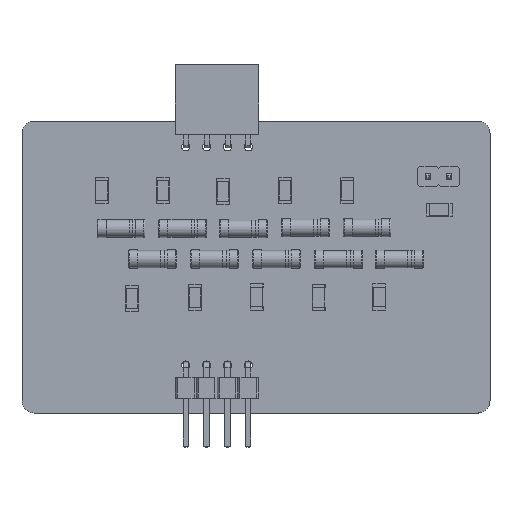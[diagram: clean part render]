
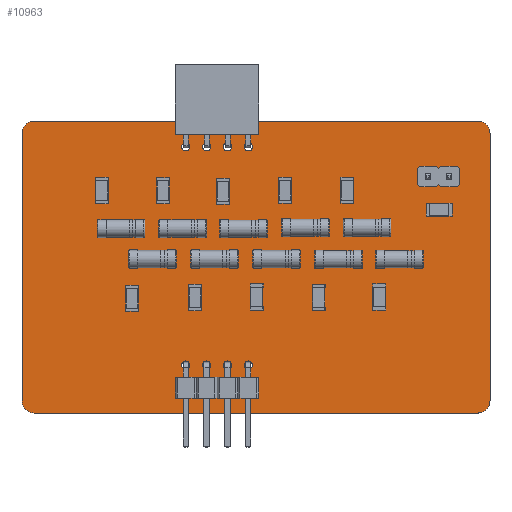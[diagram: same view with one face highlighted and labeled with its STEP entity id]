
A CAD part, top view. The second image highlights one B-rep face of the part: STEP entity #10963.
In plain terms, the highlighted planar face has unit normal (0, 0, 1).
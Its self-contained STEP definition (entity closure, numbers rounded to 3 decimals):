
#10704 = VERTEX_POINT('',#10705);
#10705 = CARTESIAN_POINT('',(180.188,-57.201,1.6));
#10711 = EDGE_CURVE('',#10704,#10712,#10714,.T.);
#10712 = VERTEX_POINT('',#10713);
#10713 = CARTESIAN_POINT('',(181.686,-58.699,1.6));
#10714 = CIRCLE('',#10715,1.499);
#10715 = AXIS2_PLACEMENT_3D('',#10716,#10717,#10718);
#10716 = CARTESIAN_POINT('',(180.188,-58.699,1.6));
#10717 = DIRECTION('',(0.,0.,-1.));
#10718 = DIRECTION('',(0.,1.,0.));
#10746 = VERTEX_POINT('',#10747);
#10747 = CARTESIAN_POINT('',(126.187,-57.201,1.6));
#10753 = EDGE_CURVE('',#10746,#10704,#10754,.T.);
#10754 = LINE('',#10755,#10756);
#10755 = CARTESIAN_POINT('',(126.187,-57.201,1.6));
#10756 = VECTOR('',#10757,1.);
#10757 = DIRECTION('',(1.,0.,0.));
#10775 = EDGE_CURVE('',#10712,#10776,#10778,.T.);
#10776 = VERTEX_POINT('',#10777);
#10777 = CARTESIAN_POINT('',(181.686,-91.288,1.6));
#10778 = LINE('',#10779,#10780);
#10779 = CARTESIAN_POINT('',(181.686,-58.699,1.6));
#10780 = VECTOR('',#10781,1.);
#10781 = DIRECTION('',(0.,-1.,0.));
#10963 = ADVANCED_FACE('',(#10964,#11010,#11021,#11032,#11043,#11054,
    #11065,#11076,#11087,#11098,#11109),#11120,.F.);
#10964 = FACE_BOUND('',#10965,.F.);
#10965 = EDGE_LOOP('',(#10966,#10967,#10968,#10977,#10985,#10994,#11002,
    #11009));
#10966 = ORIENTED_EDGE('',*,*,#10711,.T.);
#10967 = ORIENTED_EDGE('',*,*,#10775,.T.);
#10968 = ORIENTED_EDGE('',*,*,#10969,.T.);
#10969 = EDGE_CURVE('',#10776,#10970,#10972,.T.);
#10970 = VERTEX_POINT('',#10971);
#10971 = CARTESIAN_POINT('',(180.188,-92.786,1.6));
#10972 = CIRCLE('',#10973,1.499);
#10973 = AXIS2_PLACEMENT_3D('',#10974,#10975,#10976);
#10974 = CARTESIAN_POINT('',(180.188,-91.288,1.6));
#10975 = DIRECTION('',(0.,0.,-1.));
#10976 = DIRECTION('',(1.,0.,0.));
#10977 = ORIENTED_EDGE('',*,*,#10978,.T.);
#10978 = EDGE_CURVE('',#10970,#10979,#10981,.T.);
#10979 = VERTEX_POINT('',#10980);
#10980 = CARTESIAN_POINT('',(126.187,-92.786,1.6));
#10981 = LINE('',#10982,#10983);
#10982 = CARTESIAN_POINT('',(180.188,-92.786,1.6));
#10983 = VECTOR('',#10984,1.);
#10984 = DIRECTION('',(-1.,0.,0.));
#10985 = ORIENTED_EDGE('',*,*,#10986,.T.);
#10986 = EDGE_CURVE('',#10979,#10987,#10989,.T.);
#10987 = VERTEX_POINT('',#10988);
#10988 = CARTESIAN_POINT('',(124.663,-91.288,1.6));
#10989 = CIRCLE('',#10990,1.499);
#10990 = AXIS2_PLACEMENT_3D('',#10991,#10992,#10993);
#10991 = CARTESIAN_POINT('',(126.162,-91.288,1.6));
#10992 = DIRECTION('',(0.,0.,-1.));
#10993 = DIRECTION('',(0.017,-1.,0.));
#10994 = ORIENTED_EDGE('',*,*,#10995,.T.);
#10995 = EDGE_CURVE('',#10987,#10996,#10998,.T.);
#10996 = VERTEX_POINT('',#10997);
#10997 = CARTESIAN_POINT('',(124.689,-58.699,1.6));
#10998 = LINE('',#10999,#11000);
#10999 = CARTESIAN_POINT('',(124.663,-91.288,1.6));
#11000 = VECTOR('',#11001,1.);
#11001 = DIRECTION('',(0.001,1.,0.));
#11002 = ORIENTED_EDGE('',*,*,#11003,.T.);
#11003 = EDGE_CURVE('',#10996,#10746,#11004,.T.);
#11004 = CIRCLE('',#11005,1.499);
#11005 = AXIS2_PLACEMENT_3D('',#11006,#11007,#11008);
#11006 = CARTESIAN_POINT('',(126.187,-58.699,1.6));
#11007 = DIRECTION('',(0.,0.,-1.));
#11008 = DIRECTION('',(-1.,0.,0.));
#11009 = ORIENTED_EDGE('',*,*,#10753,.T.);
#11010 = FACE_BOUND('',#11011,.F.);
#11011 = EDGE_LOOP('',(#11012));
#11012 = ORIENTED_EDGE('',*,*,#11013,.F.);
#11013 = EDGE_CURVE('',#11014,#11014,#11016,.T.);
#11014 = VERTEX_POINT('',#11015);
#11015 = CARTESIAN_POINT('',(152.238,-87.438,1.6));
#11016 = CIRCLE('',#11017,0.5);
#11017 = AXIS2_PLACEMENT_3D('',#11018,#11019,#11020);
#11018 = CARTESIAN_POINT('',(152.238,-86.938,1.6));
#11019 = DIRECTION('',(-0.,0.,-1.));
#11020 = DIRECTION('',(-0.,-1.,0.));
#11021 = FACE_BOUND('',#11022,.F.);
#11022 = EDGE_LOOP('',(#11023));
#11023 = ORIENTED_EDGE('',*,*,#11024,.F.);
#11024 = EDGE_CURVE('',#11025,#11025,#11027,.T.);
#11025 = VERTEX_POINT('',#11026);
#11026 = CARTESIAN_POINT('',(149.698,-87.438,1.6));
#11027 = CIRCLE('',#11028,0.5);
#11028 = AXIS2_PLACEMENT_3D('',#11029,#11030,#11031);
#11029 = CARTESIAN_POINT('',(149.698,-86.938,1.6));
#11030 = DIRECTION('',(-0.,0.,-1.));
#11031 = DIRECTION('',(-0.,-1.,0.));
#11032 = FACE_BOUND('',#11033,.F.);
#11033 = EDGE_LOOP('',(#11034));
#11034 = ORIENTED_EDGE('',*,*,#11035,.F.);
#11035 = EDGE_CURVE('',#11036,#11036,#11038,.T.);
#11036 = VERTEX_POINT('',#11037);
#11037 = CARTESIAN_POINT('',(147.158,-87.438,1.6));
#11038 = CIRCLE('',#11039,0.5);
#11039 = AXIS2_PLACEMENT_3D('',#11040,#11041,#11042);
#11040 = CARTESIAN_POINT('',(147.158,-86.938,1.6));
#11041 = DIRECTION('',(-0.,0.,-1.));
#11042 = DIRECTION('',(-0.,-1.,0.));
#11043 = FACE_BOUND('',#11044,.F.);
#11044 = EDGE_LOOP('',(#11045));
#11045 = ORIENTED_EDGE('',*,*,#11046,.F.);
#11046 = EDGE_CURVE('',#11047,#11047,#11049,.T.);
#11047 = VERTEX_POINT('',#11048);
#11048 = CARTESIAN_POINT('',(144.618,-87.438,1.6));
#11049 = CIRCLE('',#11050,0.5);
#11050 = AXIS2_PLACEMENT_3D('',#11051,#11052,#11053);
#11051 = CARTESIAN_POINT('',(144.618,-86.938,1.6));
#11052 = DIRECTION('',(-0.,0.,-1.));
#11053 = DIRECTION('',(-0.,-1.,0.));
#11054 = FACE_BOUND('',#11055,.F.);
#11055 = EDGE_LOOP('',(#11056));
#11056 = ORIENTED_EDGE('',*,*,#11057,.F.);
#11057 = EDGE_CURVE('',#11058,#11058,#11060,.T.);
#11058 = VERTEX_POINT('',#11059);
#11059 = CARTESIAN_POINT('',(176.687,-64.457,1.6));
#11060 = CIRCLE('',#11061,0.5);
#11061 = AXIS2_PLACEMENT_3D('',#11062,#11063,#11064);
#11062 = CARTESIAN_POINT('',(176.687,-63.957,1.6));
#11063 = DIRECTION('',(-0.,0.,-1.));
#11064 = DIRECTION('',(-0.,-1.,0.));
#11065 = FACE_BOUND('',#11066,.F.);
#11066 = EDGE_LOOP('',(#11067));
#11067 = ORIENTED_EDGE('',*,*,#11068,.F.);
#11068 = EDGE_CURVE('',#11069,#11069,#11071,.T.);
#11069 = VERTEX_POINT('',#11070);
#11070 = CARTESIAN_POINT('',(174.147,-64.457,1.6));
#11071 = CIRCLE('',#11072,0.5);
#11072 = AXIS2_PLACEMENT_3D('',#11073,#11074,#11075);
#11073 = CARTESIAN_POINT('',(174.147,-63.957,1.6));
#11074 = DIRECTION('',(-0.,0.,-1.));
#11075 = DIRECTION('',(-0.,-1.,0.));
#11076 = FACE_BOUND('',#11077,.F.);
#11077 = EDGE_LOOP('',(#11078));
#11078 = ORIENTED_EDGE('',*,*,#11079,.F.);
#11079 = EDGE_CURVE('',#11080,#11080,#11082,.T.);
#11080 = VERTEX_POINT('',#11081);
#11081 = CARTESIAN_POINT('',(152.248,-60.85,1.6));
#11082 = CIRCLE('',#11083,0.5);
#11083 = AXIS2_PLACEMENT_3D('',#11084,#11085,#11086);
#11084 = CARTESIAN_POINT('',(152.248,-60.35,1.6));
#11085 = DIRECTION('',(-0.,0.,-1.));
#11086 = DIRECTION('',(-0.,-1.,0.));
#11087 = FACE_BOUND('',#11088,.F.);
#11088 = EDGE_LOOP('',(#11089));
#11089 = ORIENTED_EDGE('',*,*,#11090,.F.);
#11090 = EDGE_CURVE('',#11091,#11091,#11093,.T.);
#11091 = VERTEX_POINT('',#11092);
#11092 = CARTESIAN_POINT('',(149.708,-60.85,1.6));
#11093 = CIRCLE('',#11094,0.5);
#11094 = AXIS2_PLACEMENT_3D('',#11095,#11096,#11097);
#11095 = CARTESIAN_POINT('',(149.708,-60.35,1.6));
#11096 = DIRECTION('',(-0.,0.,-1.));
#11097 = DIRECTION('',(-0.,-1.,0.));
#11098 = FACE_BOUND('',#11099,.F.);
#11099 = EDGE_LOOP('',(#11100));
#11100 = ORIENTED_EDGE('',*,*,#11101,.F.);
#11101 = EDGE_CURVE('',#11102,#11102,#11104,.T.);
#11102 = VERTEX_POINT('',#11103);
#11103 = CARTESIAN_POINT('',(147.168,-60.85,1.6));
#11104 = CIRCLE('',#11105,0.5);
#11105 = AXIS2_PLACEMENT_3D('',#11106,#11107,#11108);
#11106 = CARTESIAN_POINT('',(147.168,-60.35,1.6));
#11107 = DIRECTION('',(-0.,0.,-1.));
#11108 = DIRECTION('',(-0.,-1.,0.));
#11109 = FACE_BOUND('',#11110,.F.);
#11110 = EDGE_LOOP('',(#11111));
#11111 = ORIENTED_EDGE('',*,*,#11112,.F.);
#11112 = EDGE_CURVE('',#11113,#11113,#11115,.T.);
#11113 = VERTEX_POINT('',#11114);
#11114 = CARTESIAN_POINT('',(144.628,-60.85,1.6));
#11115 = CIRCLE('',#11116,0.5);
#11116 = AXIS2_PLACEMENT_3D('',#11117,#11118,#11119);
#11117 = CARTESIAN_POINT('',(144.628,-60.35,1.6));
#11118 = DIRECTION('',(-0.,0.,-1.));
#11119 = DIRECTION('',(-0.,-1.,0.));
#11120 = PLANE('',#11121);
#11121 = AXIS2_PLACEMENT_3D('',#11122,#11123,#11124);
#11122 = CARTESIAN_POINT('',(153.181,-74.996,1.6));
#11123 = DIRECTION('',(-0.,-0.,-1.));
#11124 = DIRECTION('',(-1.,0.,0.));
